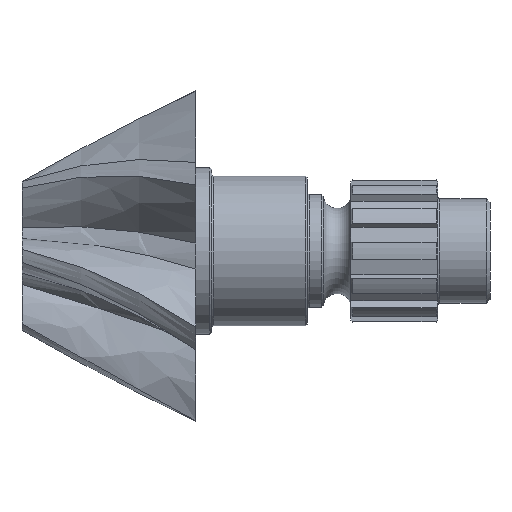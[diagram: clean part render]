
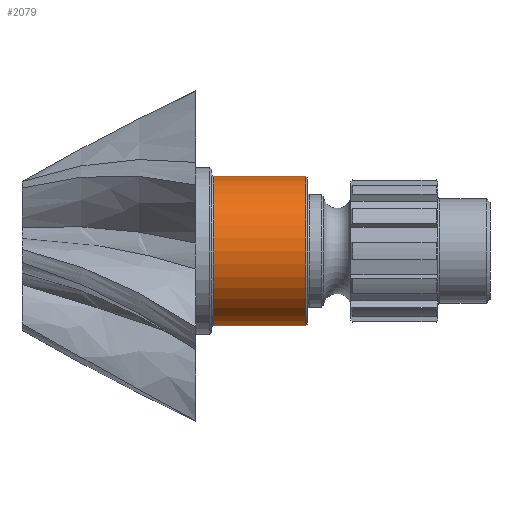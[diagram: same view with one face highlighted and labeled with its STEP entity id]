
A CAD part, front view. The second image highlights one B-rep face of the part: STEP entity #2079.
In plain terms, the highlighted cylindrical face has radius 43 mm (diameter 86 mm), a full revolution.
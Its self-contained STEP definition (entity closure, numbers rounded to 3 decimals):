
#85=CYLINDRICAL_SURFACE('',#2272,43.);
#180=CIRCLE('',#2269,43.);
#183=CIRCLE('',#2273,43.);
#184=CIRCLE('',#2274,43.);
#321=FACE_OUTER_BOUND('',#439,.T.);
#439=EDGE_LOOP('',(#1772,#1773,#1774,#1775,#1776));
#598=LINE('',#3469,#726);
#726=VECTOR('',#2756,43.);
#934=VERTEX_POINT('',#3462);
#936=VERTEX_POINT('',#3468);
#937=VERTEX_POINT('',#3470);
#1223=EDGE_CURVE('',#934,#934,#180,.T.);
#1226=EDGE_CURVE('',#934,#936,#598,.T.);
#1227=EDGE_CURVE('',#937,#936,#183,.T.);
#1228=EDGE_CURVE('',#936,#937,#184,.T.);
#1772=ORIENTED_EDGE('',*,*,#1223,.F.);
#1773=ORIENTED_EDGE('',*,*,#1226,.T.);
#1774=ORIENTED_EDGE('',*,*,#1227,.F.);
#1775=ORIENTED_EDGE('',*,*,#1228,.F.);
#1776=ORIENTED_EDGE('',*,*,#1226,.F.);
#2079=ADVANCED_FACE('',(#321),#85,.T.);
#2269=AXIS2_PLACEMENT_3D('',#3463,#2748,#2749);
#2272=AXIS2_PLACEMENT_3D('',#3467,#2754,#2755);
#2273=AXIS2_PLACEMENT_3D('',#3471,#2757,#2758);
#2274=AXIS2_PLACEMENT_3D('',#3472,#2759,#2760);
#2748=DIRECTION('center_axis',(-1.,0.,0.));
#2749=DIRECTION('ref_axis',(0.,0.,-1.));
#2754=DIRECTION('center_axis',(-1.,0.,0.));
#2755=DIRECTION('ref_axis',(0.,0.,1.));
#2756=DIRECTION('',(1.,0.,0.));
#2757=DIRECTION('center_axis',(1.,0.,0.));
#2758=DIRECTION('ref_axis',(0.,0.,-1.));
#2759=DIRECTION('center_axis',(1.,0.,0.));
#2760=DIRECTION('ref_axis',(0.,0.,-1.));
#3462=CARTESIAN_POINT('',(11.,0.,-43.));
#3463=CARTESIAN_POINT('Origin',(11.,0.,0.));
#3467=CARTESIAN_POINT('Origin',(37.5,0.,0.));
#3468=CARTESIAN_POINT('',(64.,0.,-43.));
#3469=CARTESIAN_POINT('',(37.5,0.,-43.));
#3470=CARTESIAN_POINT('',(64.,0.,43.));
#3471=CARTESIAN_POINT('Origin',(64.,0.,0.));
#3472=CARTESIAN_POINT('Origin',(64.,0.,0.));
